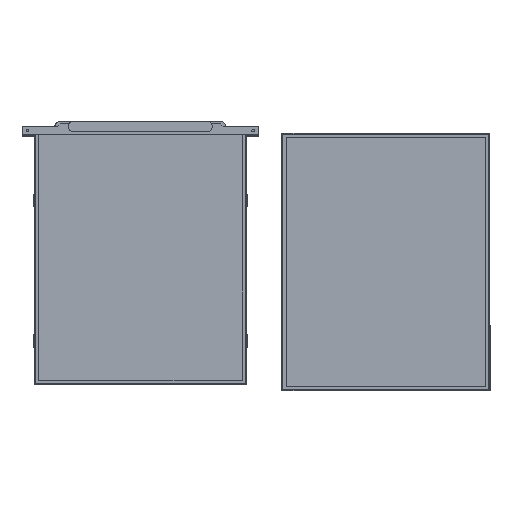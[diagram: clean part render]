
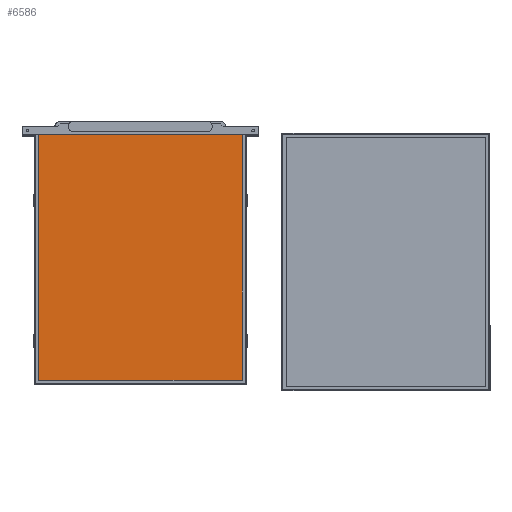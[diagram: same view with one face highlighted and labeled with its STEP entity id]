
A CAD part, top view. The second image highlights one B-rep face of the part: STEP entity #6586.
In plain terms, the highlighted planar face has unit normal (0, 0, 1).
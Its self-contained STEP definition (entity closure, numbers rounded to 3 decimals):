
#338=FACE_OUTER_BOUND('',#693,.T.);
#693=EDGE_LOOP('',(#5191,#5192,#5193,#5194));
#1222=LINE('',#10104,#1996);
#1225=LINE('',#10110,#1999);
#1227=LINE('',#10113,#2001);
#1228=LINE('',#10115,#2002);
#1996=VECTOR('',#8252,10.);
#1999=VECTOR('',#8257,10.);
#2001=VECTOR('',#8261,10.);
#2002=VECTOR('',#8264,10.);
#2941=VERTEX_POINT('',#10101);
#2942=VERTEX_POINT('',#10103);
#2943=VERTEX_POINT('',#10107);
#2944=VERTEX_POINT('',#10109);
#3748=EDGE_CURVE('',#2941,#2942,#1222,.T.);
#3751=EDGE_CURVE('',#2943,#2944,#1225,.T.);
#3753=EDGE_CURVE('',#2944,#2941,#1227,.T.);
#3754=EDGE_CURVE('',#2942,#2943,#1228,.T.);
#5191=ORIENTED_EDGE('',*,*,#3754,.F.);
#5192=ORIENTED_EDGE('',*,*,#3748,.F.);
#5193=ORIENTED_EDGE('',*,*,#3753,.F.);
#5194=ORIENTED_EDGE('',*,*,#3751,.F.);
#6289=PLANE('',#7076);
#6586=ADVANCED_FACE('',(#338),#6289,.F.);
#7076=AXIS2_PLACEMENT_3D('',#10116,#8265,#8266);
#8252=DIRECTION('',(0.,-1.,0.));
#8257=DIRECTION('',(0.,1.,0.));
#8261=DIRECTION('',(1.,0.,0.));
#8264=DIRECTION('',(-1.,0.,0.));
#8265=DIRECTION('center_axis',(0.,0.,
-1.));
#8266=DIRECTION('ref_axis',(0.,1.,0.));
#10101=CARTESIAN_POINT('',(-547.655,477.,410.));
#10103=CARTESIAN_POINT('',(-547.655,23.,410.));
#10104=CARTESIAN_POINT('',(-547.655,23.,410.));
#10107=CARTESIAN_POINT('',(-919.655,23.,410.));
#10109=CARTESIAN_POINT('',(-919.655,477.,410.));
#10110=CARTESIAN_POINT('',(-919.655,477.,410.));
#10113=CARTESIAN_POINT('',(-547.655,477.,410.));
#10115=CARTESIAN_POINT('',(-919.655,23.,410.));
#10116=CARTESIAN_POINT('Origin',(-733.655,250.,410.));
